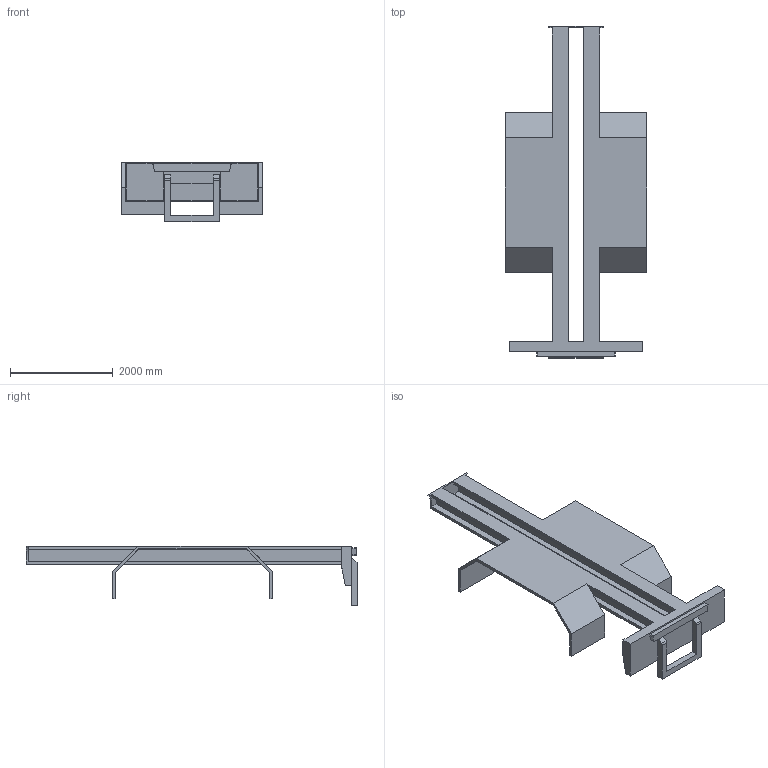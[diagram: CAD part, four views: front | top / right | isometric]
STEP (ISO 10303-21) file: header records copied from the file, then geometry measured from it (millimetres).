
FILE_DESCRIPTION(/* description */ (''),/* implementation_level */ '2;1');
FILE_NAME(/* name */ '5fca9cbfca8247140291b499',/* time_stamp */ '2020-12-04T20:32:00+00:00',/* author */ (''),/* organization */ (''),/* preprocessor_version */ 'ST-DEVELOPER v16.7',/* originating_system */ $,/* authorisation */ $);
FILE_SCHEMA (('AUTOMOTIVE_DESIGN {1 0 10303 214 3 1 1}'));
Length unit declared in the file: metre
Products named in the file (1): trailer_undercarriage
Bounding box: 2743.2 x 6454.38 x 1155.16 mm (x, y, z)
Volume: 1256640065.2 mm3; surface area: 47165286.7 mm2
Topology: 1 solids, 1 shells, 112 faces, 329 edges, 210 vertices
Faces by surface type: plane 104, cylinder 8
Entity records: 3679 total; most frequent: ORIENTED_EDGE 658, CARTESIAN_POINT 652, DIRECTION 571, EDGE_CURVE 329, LINE 313, VECTOR 313, VERTEX_POINT 210, AXIS2_PLACEMENT_3D 129
